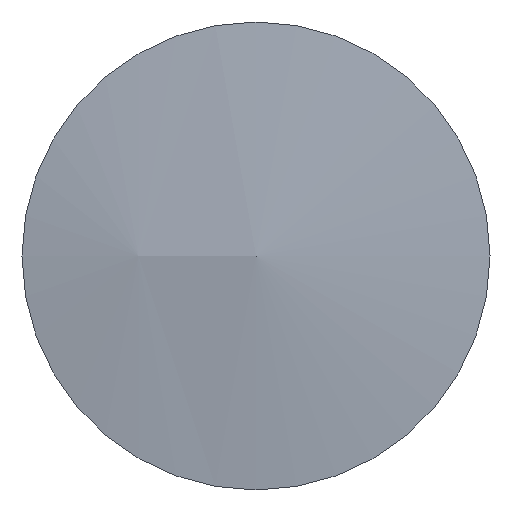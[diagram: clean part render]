
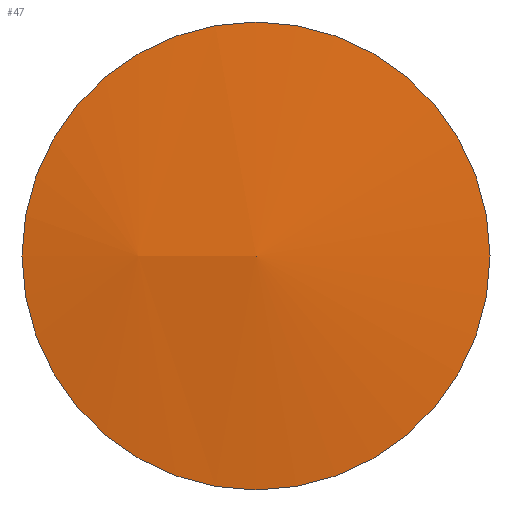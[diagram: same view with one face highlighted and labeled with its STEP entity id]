
A CAD part, left-side view. The second image highlights one B-rep face of the part: STEP entity #47.
In plain terms, the highlighted spherical face has radius 61 mm.
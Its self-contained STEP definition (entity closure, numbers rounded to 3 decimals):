
#47 = ADVANCED_FACE( '', ( #96, #97 ), #98, .T. );
#96 = FACE_BOUND( '', #138, .T. );
#97 = FACE_OUTER_BOUND( '', #139, .T. );
#98 = SPHERICAL_SURFACE( '', #140, 61. );
#138 = VERTEX_LOOP( '', #188 );
#139 = EDGE_LOOP( '', ( #189 ) );
#140 = AXIS2_PLACEMENT_3D( '', #190, #191, #192 );
#188 = VERTEX_POINT( '', #214 );
#189 = ORIENTED_EDGE( '', *, *, #200, .F. );
#190 = CARTESIAN_POINT( '', ( 61., 0., 0. ) );
#191 = DIRECTION( '', ( 1., 0., 0. ) );
#192 = DIRECTION( '', ( 0., 1., 0. ) );
#200 = EDGE_CURVE( '', #219, #219, #220, .T. );
#214 = CARTESIAN_POINT( '', ( 0., 0., 0. ) );
#219 = VERTEX_POINT( '', #244 );
#220 = CIRCLE( '', #245, 11.5 );
#244 = CARTESIAN_POINT( '', ( 1.094, 0., -11.5 ) );
#245 = AXIS2_PLACEMENT_3D( '', #269, #270, #271 );
#269 = CARTESIAN_POINT( '', ( 1.094, 0., 0. ) );
#270 = DIRECTION( '', ( 1., 0., 0. ) );
#271 = DIRECTION( '', ( 0., 0., -1. ) );
